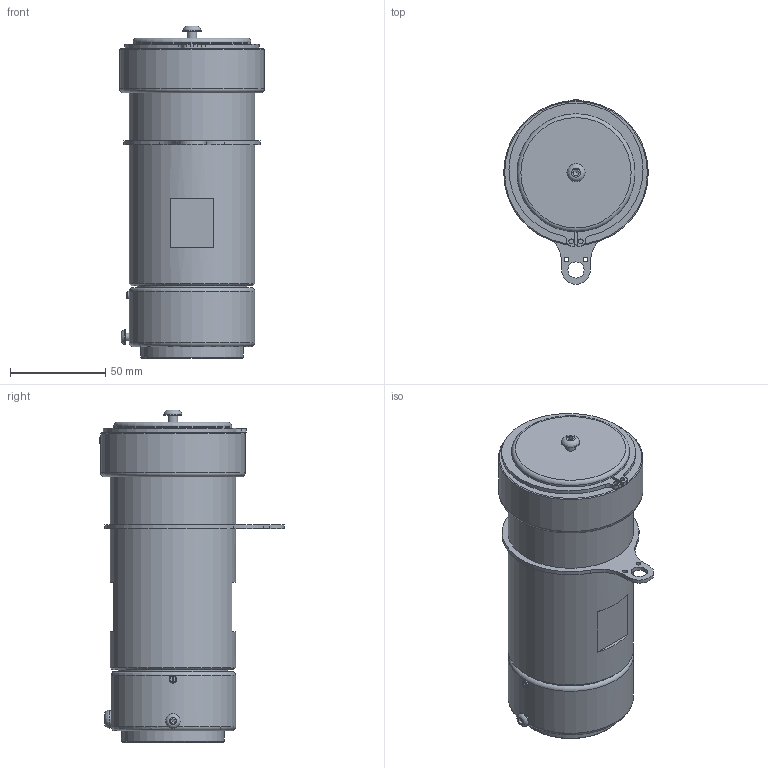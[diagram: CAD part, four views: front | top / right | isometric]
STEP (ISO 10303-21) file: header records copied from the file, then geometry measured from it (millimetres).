
FILE_DESCRIPTION(/* description */ (''),/* implementation_level */ '2;1');
FILE_NAME(/* name */ 'ControlEx Exd-50-S-CR.stp',/* time_stamp */ '2022-11-18T13:26:30+00:00',/* author */ ('areid2'),/* organization */ (''),/* preprocessor_version */ 'ST-DEVELOPER v18.1',/* originating_system */ 'Autodesk Inventor 2020',/* authorisation */ '');
FILE_SCHEMA (('AUTOMOTIVE_DESIGN { 1 0 10303 214 3 1 1 }'));
Length unit declared in the file: millimetre
Products named in the file (1): Part10
Bounding box: 76 x 96.89 x 174.47 mm (x, y, z)
Volume: 562786.6 mm3; surface area: 62842.5 mm2
Topology: 1 solids, 1 shells, 164 faces, 439 edges, 303 vertices
Faces by surface type: plane 81, cylinder 57, cone 15, torus 8, bspline 3
Full cylindrical faces by diameter (mm): 2.489 x2, 2.5 x2, 4 x4, 5 x2, 7.6 x1, 8.5 x1, 9.5 x2, 48.5 x1, 54 x1, 54.6 x1, 57.5 x1, 58.5 x1, 59 x1, 62 x2, 62.5 x1, 64 x2, 66 x2, 76 x1
Entity records: 5828 total; most frequent: CARTESIAN_POINT 1387, DIRECTION 912, ORIENTED_EDGE 872, EDGE_CURVE 436, AXIS2_PLACEMENT_3D 375, VERTEX_POINT 303, EDGE_LOOP 207, CIRCLE 207
